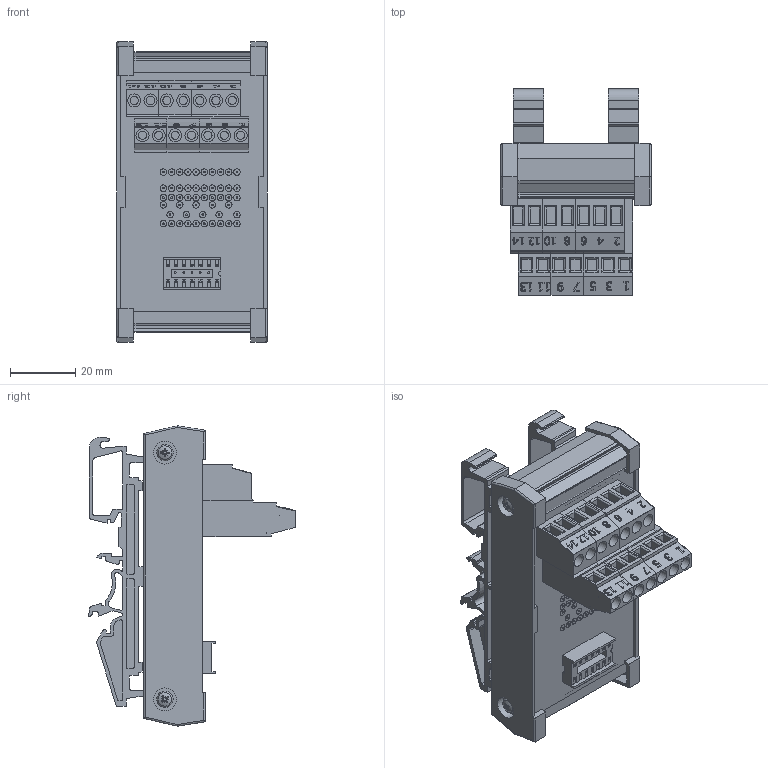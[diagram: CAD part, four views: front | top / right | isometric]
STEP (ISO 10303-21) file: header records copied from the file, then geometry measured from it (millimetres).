
FILE_DESCRIPTION((''),'2;1');
FILE_NAME('DIPC14.stp','2014-07-03T15:45:03',('roland'),(''),'Autodesk Inventor 2013','Autodesk Inventor 2013','');
FILE_SCHEMA(('CONFIG_CONTROL_DESIGN'));
Length unit declared in the file: millimetre
Products named in the file (13): DIPC14; 14 BASE PLATE; lable 4; 2 GREEN updated; 3 GREEN updated; BASE SIDE; 25 CASE; BASE LEGS; label 1; lable 2; lable 3; BS EN ISO 7045 Z - Metric M2.5 x 10 - 4.8 - Z; DIPC14 CHIP
Assembly tree (18 placements, depth 2):
  DIPC14
    14 BASE PLATE
    lable 4
    2 GREEN updated  x2
    3 GREEN updated
    BASE SIDE  x2
    25 CASE
    BASE LEGS  x2
    label 1
    lable 2
    lable 3
    BS EN ISO 7045 Z - Metric M2.5 x 10 - 4.8 - Z  x4
    DIPC14 CHIP
Bounding box: 46 x 63.26 x 91.98 mm (x, y, z)
Volume: 44932.7 mm3; surface area: 55277.4 mm2
Topology: 18 solids, 18 shells, 1915 faces, 4842 edges, 3190 vertices
Faces by surface type: plane 1142, cylinder 536, bspline 149, cone 64, torus 20, sphere 4
Full cylindrical faces by diameter (mm): 0.5 x92, 1.25 x14, 1.7 x10, 2 x95, 2.256 x4, 2.5 x18, 2.57 x12, 3.2 x4, 4 x14, 7 x4, 9 x4
Entity records: 43582 total; most frequent: CARTESIAN_POINT 9388, ORIENTED_EDGE 6674, DIRECTION 6537, EDGE_CURVE 3337, VERTEX_POINT 2374, AXIS2_PLACEMENT_3D 2199, VECTOR 2139, LINE 2139
